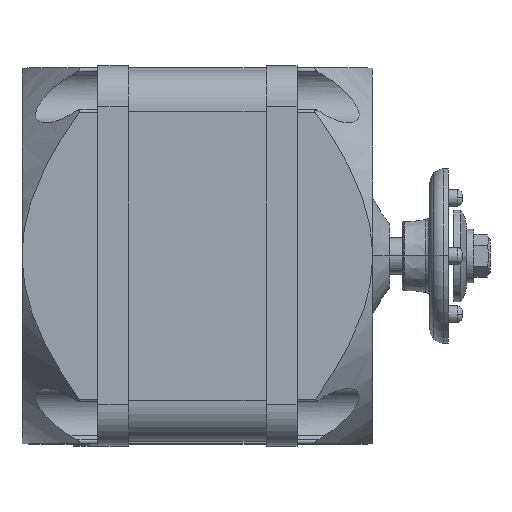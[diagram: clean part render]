
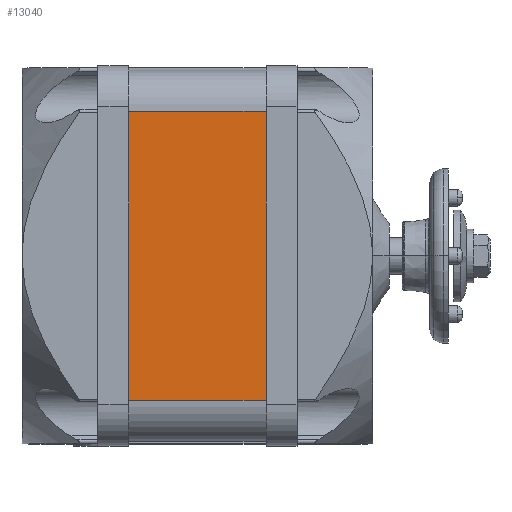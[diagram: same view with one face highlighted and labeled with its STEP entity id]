
A CAD part, top view. The second image highlights one B-rep face of the part: STEP entity #13040.
In plain terms, the highlighted planar face has unit normal (0, 0, 1).
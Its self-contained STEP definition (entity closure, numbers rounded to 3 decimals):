
#2161=DIRECTION('',(0.,1.,0.));
#2162=VECTOR('',#2161,62.999);
#2163=CARTESIAN_POINT('',(15.,-31.5,40.991));
#2164=LINE('',#2163,#2162);
#4843=DIRECTION('',(-1.,0.,0.));
#4844=VECTOR('',#4843,30.);
#4845=CARTESIAN_POINT('',(15.,31.5,40.991));
#4846=LINE('',#4845,#4844);
#4851=DIRECTION('',(-1.,0.,0.));
#4852=VECTOR('',#4851,30.);
#4853=CARTESIAN_POINT('',(15.,-31.5,40.991));
#4854=LINE('',#4853,#4852);
#4855=DIRECTION('',(0.,1.,0.));
#4856=VECTOR('',#4855,62.999);
#4857=CARTESIAN_POINT('',(-15.,-31.5,40.991));
#4858=LINE('',#4857,#4856);
#7492=CARTESIAN_POINT('',(-15.,31.5,40.991));
#7493=VERTEX_POINT('',#7492);
#7494=CARTESIAN_POINT('',(-15.,-31.5,40.991));
#7495=VERTEX_POINT('',#7494);
#8406=CARTESIAN_POINT('',(15.,-31.5,40.991));
#8407=VERTEX_POINT('',#8406);
#8408=CARTESIAN_POINT('',(15.,31.5,40.991));
#8409=VERTEX_POINT('',#8408);
#13028=CARTESIAN_POINT('',(-15.,-31.5,40.991));
#13029=DIRECTION('',(0.,0.,1.));
#13030=DIRECTION('',(1.,0.,0.));
#13031=AXIS2_PLACEMENT_3D('',#13028,#13029,#13030);
#13032=PLANE('',#13031);
#13033=ORIENTED_EDGE('',*,*,#10342,.F.);
#13035=ORIENTED_EDGE('',*,*,#13034,.T.);
#13036=ORIENTED_EDGE('',*,*,#12685,.T.);
#13037=ORIENTED_EDGE('',*,*,#13021,.F.);
#13038=EDGE_LOOP('',(#13033,#13035,#13036,#13037));
#13039=FACE_OUTER_BOUND('',#13038,.F.);
#13040=ADVANCED_FACE('',(#13039),#13032,.T.);
#10342=EDGE_CURVE('',#8407,#8409,#2164,.T.);
#12685=EDGE_CURVE('',#7495,#7493,#4858,.T.);
#13021=EDGE_CURVE('',#8409,#7493,#4846,.T.);
#13034=EDGE_CURVE('',#8407,#7495,#4854,.T.);
